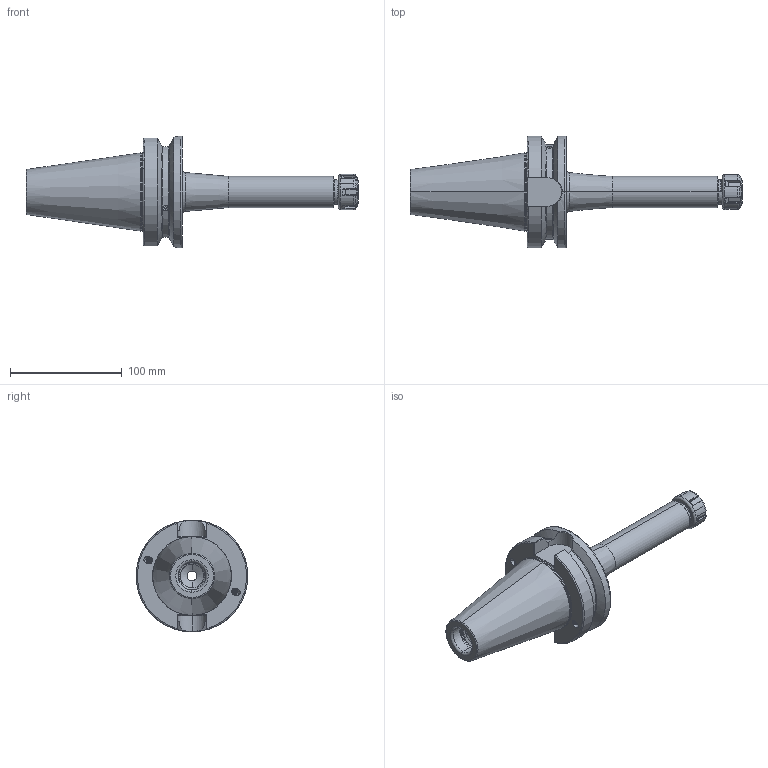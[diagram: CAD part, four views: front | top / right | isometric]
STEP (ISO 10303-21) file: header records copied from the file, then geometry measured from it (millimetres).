
FILE_DESCRIPTION (( 'STEP AP203' ), '1' );
FILE_NAME ('506.02.10.3.STEP', '2016-11-26T00:49:51', ( '' ), ( '' ), 'SwSTEP 2.0', 'SolidWorks 2012', '' );
FILE_SCHEMA (( 'CONFIG_CONTROL_DESIGN' ));
Length unit declared in the file: millimetre
Products named in the file (3): 506.02.10.3; 2-01.100.0160180C7_ER16螺帽(六溝)
Assembly tree (2 placements, depth 2):
  506.02.10.3
    506.02.10.3
    2-01.100.0160180C7_ER16螺帽(六溝)
Bounding box: 297.38 x 100 x 100 mm (x, y, z)
Volume: 521487.9 mm3; surface area: 81998.7 mm2
Topology: 2 solids, 2 shells, 446 faces, 1149 edges, 708 vertices
Faces by surface type: cylinder 195, bspline 82, plane 81, torus 57, cone 31
Entity records: 29681 total; most frequent: CARTESIAN_POINT 20154, ORIENTED_EDGE 2290, DIRECTION 1489, EDGE_CURVE 1145, VERTEX_POINT 708, AXIS2_PLACEMENT_3D 577, EDGE_LOOP 463, FACE_OUTER_BOUND 446
